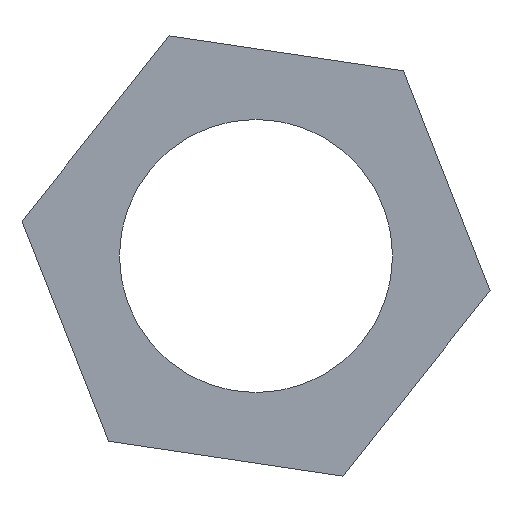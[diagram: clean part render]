
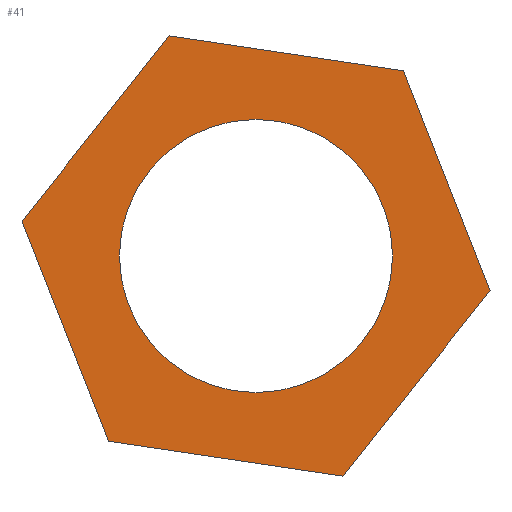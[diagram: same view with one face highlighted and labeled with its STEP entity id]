
A CAD part, left-side view. The second image highlights one B-rep face of the part: STEP entity #41.
In plain terms, the highlighted planar face has unit normal (-1, 0, 0).
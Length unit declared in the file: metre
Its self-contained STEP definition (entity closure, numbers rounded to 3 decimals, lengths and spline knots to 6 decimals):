
#41 = ADVANCED_FACE( '', ( #81, #82 ), #83, .T. );
#81 = FACE_BOUND( '', #118, .T. );
#82 = FACE_OUTER_BOUND( '', #119, .T. );
#83 = PLANE( '', #120 );
#118 = EDGE_LOOP( '', ( #171 ) );
#119 = EDGE_LOOP( '', ( #172, #173, #174, #175, #176, #177 ) );
#120 = AXIS2_PLACEMENT_3D( '', #178, #179, #180 );
#171 = ORIENTED_EDGE( '', *, *, #232, .F. );
#172 = ORIENTED_EDGE( '', *, *, #225, .T. );
#173 = ORIENTED_EDGE( '', *, *, #233, .T. );
#174 = ORIENTED_EDGE( '', *, *, #229, .T. );
#175 = ORIENTED_EDGE( '', *, *, #234, .T. );
#176 = ORIENTED_EDGE( '', *, *, #214, .T. );
#177 = ORIENTED_EDGE( '', *, *, #235, .T. );
#178 = CARTESIAN_POINT( '', ( -0.103524, -2.628856, 1.258842 ) );
#179 = DIRECTION( '', ( -1., 0., 0. ) );
#180 = DIRECTION( '', ( 0., -1., 0. ) );
#214 = EDGE_CURVE( '', #246, #244, #247, .T. );
#225 = EDGE_CURVE( '', #264, #262, #265, .T. );
#229 = EDGE_CURVE( '', #270, #268, #271, .T. );
#232 = EDGE_CURVE( '', #274, #274, #275, .F. );
#233 = EDGE_CURVE( '', #262, #270, #276, .T. );
#234 = EDGE_CURVE( '', #268, #246, #277, .T. );
#235 = EDGE_CURVE( '', #244, #264, #278, .T. );
#244 = VERTEX_POINT( '', #288 );
#246 = VERTEX_POINT( '', #291 );
#247 = LINE( '', #292, #293 );
#262 = VERTEX_POINT( '', #314 );
#264 = VERTEX_POINT( '', #317 );
#265 = LINE( '', #318, #319 );
#268 = VERTEX_POINT( '', #323 );
#270 = VERTEX_POINT( '', #326 );
#271 = LINE( '', #327, #328 );
#274 = VERTEX_POINT( '', #332 );
#275 = CIRCLE( '', #333, 0.00635 );
#276 = LINE( '', #334, #335 );
#277 = LINE( '', #336, #337 );
#278 = LINE( '', #338, #339 );
#288 = CARTESIAN_POINT( '', ( -0.103524, -2.629554, 1.267964 ) );
#291 = CARTESIAN_POINT( '', ( -0.103524, -2.622708, 1.259356 ) );
#292 = CARTESIAN_POINT( '', ( -0.103524, -2.626131, 1.26366 ) );
#293 = VECTOR( '', #346, 1. );
#314 = CARTESIAN_POINT( '', ( -0.103524, -2.614644, 1.279822 ) );
#317 = CARTESIAN_POINT( '', ( -0.103524, -2.625522, 1.278197 ) );
#318 = CARTESIAN_POINT( '', ( -0.103524, -2.620083, 1.279009 ) );
#319 = VECTOR( '', #357, 1. );
#323 = CARTESIAN_POINT( '', ( -0.103524, -2.61183, 1.260981 ) );
#326 = CARTESIAN_POINT( '', ( -0.103524, -2.607798, 1.271213 ) );
#327 = CARTESIAN_POINT( '', ( -0.103524, -2.609814, 1.266097 ) );
#328 = VECTOR( '', #360, 1. );
#332 = CARTESIAN_POINT( '', ( -0.103524, -2.618676, 1.263239 ) );
#333 = AXIS2_PLACEMENT_3D( '', #362, #363, #364 );
#334 = CARTESIAN_POINT( '', ( -0.103524, -2.611221, 1.275518 ) );
#335 = VECTOR( '', #365, 1. );
#336 = CARTESIAN_POINT( '', ( -0.103524, -2.617269, 1.260168 ) );
#337 = VECTOR( '', #366, 1. );
#338 = CARTESIAN_POINT( '', ( -0.103524, -2.627538, 1.273081 ) );
#339 = VECTOR( '', #367, 1. );
#346 = DIRECTION( '', ( 0., -0.622, 0.783 ) );
#357 = DIRECTION( '', ( 0., 0.989, 0.148 ) );
#360 = DIRECTION( '', ( 0., -0.367, -0.93 ) );
#362 = CARTESIAN_POINT( '', ( -0.103524, -2.618676, 1.269589 ) );
#363 = DIRECTION( '', ( 1., 0., 0. ) );
#364 = DIRECTION( '', ( 0., 0., -1. ) );
#365 = DIRECTION( '', ( 0., 0.622, -0.783 ) );
#366 = DIRECTION( '', ( 0., -0.989, -0.148 ) );
#367 = DIRECTION( '', ( 0., 0.367, 0.93 ) );
